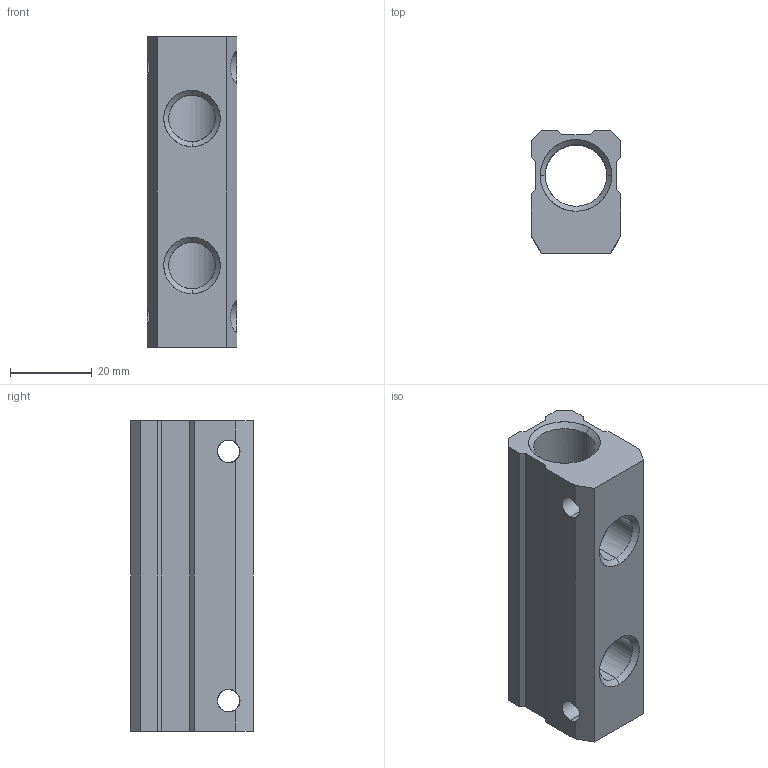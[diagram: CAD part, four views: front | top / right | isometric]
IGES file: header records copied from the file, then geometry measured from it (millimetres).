
Start section: SolidWorks IGES file using analytic representation for surfaces
Global section: file name: 060470011BC00A.IGS; native system: SolidWorks 2016; preprocessor: SolidWorks 2016; author: cad01; date: 181116.142709; units: millimetre
Bounding box: 22 x 30 x 76 mm (x, y, z)
Surface area: 13185.8 mm2 (no closed solid volume)
Topology: 0 solids, 0 shells, 50 faces, 666 edges, 666 vertices
Faces by surface type: revolution 26, bspline 24
